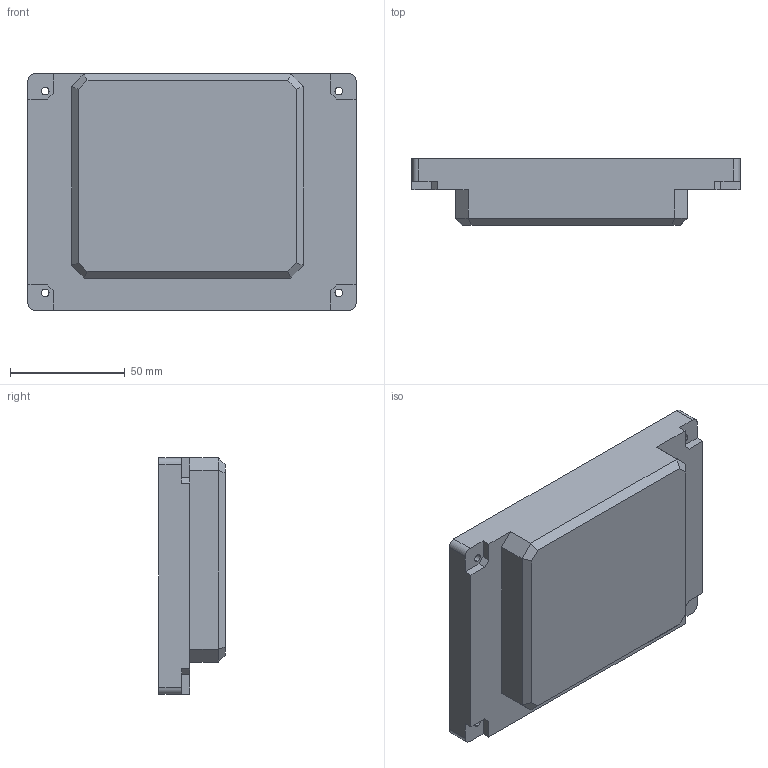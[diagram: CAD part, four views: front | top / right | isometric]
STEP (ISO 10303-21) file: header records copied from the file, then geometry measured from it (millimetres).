
FILE_DESCRIPTION (( 'STEP AP214' ), '1' );
FILE_NAME ('REV-31-1153_expansion_hub.STEP', '2017-04-05T00:12:43', ( '' ), ( '' ), 'SwSTEP 2.0', 'SolidWorks 2015', '' );
FILE_SCHEMA (( 'AUTOMOTIVE_DESIGN' ));
Length unit declared in the file: millimetre
Products named in the file (1): REV-31-1153_expansion_hub
Bounding box: 143 x 29 x 103 mm (x, y, z)
Volume: 333520.4 mm3; surface area: 41399.9 mm2
Topology: 1 solids, 1 shells, 50 faces, 136 edges, 88 vertices
Faces by surface type: plane 38, cylinder 12
Entity records: 1610 total; most frequent: CARTESIAN_POINT 275, ORIENTED_EDGE 272, DIRECTION 262, EDGE_CURVE 136, VECTOR 112, LINE 112, VERTEX_POINT 88, AXIS2_PLACEMENT_3D 75
